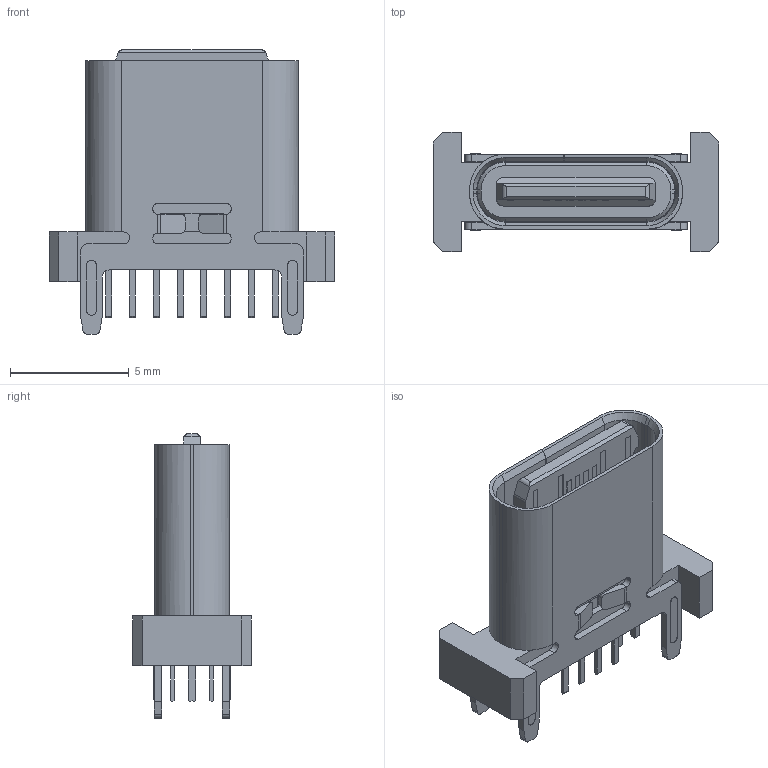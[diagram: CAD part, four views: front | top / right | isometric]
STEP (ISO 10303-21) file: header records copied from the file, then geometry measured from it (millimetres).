
FILE_DESCRIPTION(('HOOPS Exchange Step'),'2;1');
FILE_NAME('temp_export','2025-11-17T12:31:58+08:00',('Administrator'),('Shapr3D Limited'),'HOOPS Exchange 2025.5','Shapr3D','Authorized');
FILE_SCHEMA( ('AP242_MANAGED_MODEL_BASED_3D_ENGINEERING_MIM_LF {1 0 10303 442 1 1 4}') );
Length unit declared in the file: millimetre
Products named in the file (2): MC-110LD-L93.STEP; root
Assembly tree (1 placements, depth 2):
  root
    MC-110LD-L93.STEP
Bounding box: 12 x 5 x 11.96 mm (x, y, z)
Volume: 200 mm3; surface area: 663.2 mm2
Topology: 1 solids, 1 shells, 432 faces, 1237 edges, 816 vertices
Faces by surface type: plane 324, cylinder 100, cone 8
Entity records: 14186 total; most frequent: CARTESIAN_POINT 2569, ORIENTED_EDGE 2474, DIRECTION 2309, EDGE_CURVE 1237, VECTOR 1005, LINE 1005, VERTEX_POINT 816, AXIS2_PLACEMENT_3D 652
